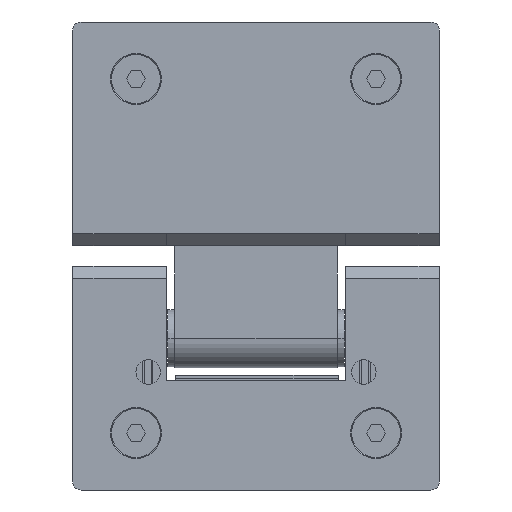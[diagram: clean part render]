
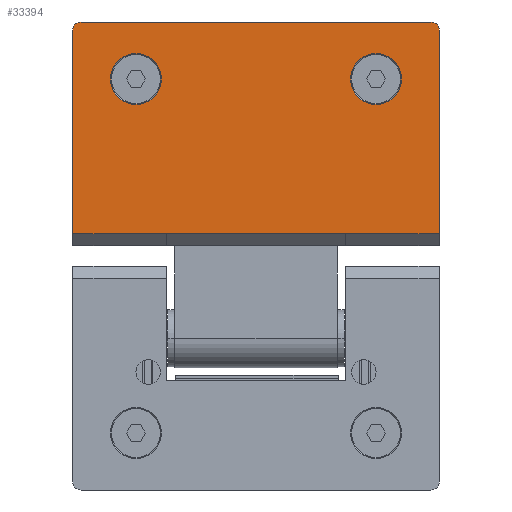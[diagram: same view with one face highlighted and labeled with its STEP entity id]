
A CAD part, left-side view. The second image highlights one B-rep face of the part: STEP entity #33394.
In plain terms, the highlighted face is planar.
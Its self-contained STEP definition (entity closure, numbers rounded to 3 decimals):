
#603 = DIRECTION ( 'NONE',  ( 0., 0., -1. ) ) ;
#1413 = EDGE_CURVE ( 'NONE', #28803, #5464, #12677, .T. ) ;
#1540 = CARTESIAN_POINT ( 'NONE',  ( -24.5, 0., -44.5 ) ) ;
#1639 = CARTESIAN_POINT ( 'NONE',  ( 27.5, 0., 43. ) ) ;
#2343 = CARTESIAN_POINT ( 'NONE',  ( 13.5, 0., 23.25 ) ) ;
#2376 = PLANE ( 'NONE',  #9366 ) ;
#2480 = CARTESIAN_POINT ( 'NONE',  ( 0., 0., 0. ) ) ;
#2844 = AXIS2_PLACEMENT_3D ( 'NONE', #19370, #6362, #24927 ) ;
#3067 = CARTESIAN_POINT ( 'NONE',  ( -24.5, 0., 22. ) ) ;
#3143 = DIRECTION ( 'NONE',  ( -1., 0., 0. ) ) ;
#3417 = VERTEX_POINT ( 'NONE', #29129 ) ;
#3504 = LINE ( 'NONE', #11885, #30393 ) ;
#3578 = ORIENTED_EDGE ( 'NONE', *, *, #6854, .F. ) ;
#4857 = CIRCLE ( 'NONE', #12573, 6.25 ) ;
#5464 = VERTEX_POINT ( 'NONE', #2343 ) ;
#5523 = ORIENTED_EDGE ( 'NONE', *, *, #16446, .T. ) ;
#5960 = EDGE_LOOP ( 'NONE', ( #14445, #5523 ) ) ;
#6362 = DIRECTION ( 'NONE',  ( 0., 1., 0. ) ) ;
#6854 = EDGE_CURVE ( 'NONE', #20413, #18964, #7897, .T. ) ;
#7601 = DIRECTION ( 'NONE',  ( 0., 1., 0. ) ) ;
#7621 = DIRECTION ( 'NONE',  ( 0., 0., 1. ) ) ;
#7659 = CIRCLE ( 'NONE', #32419, 6.25 ) ;
#7859 = CIRCLE ( 'NONE', #31133, 2. ) ;
#7897 = LINE ( 'NONE', #11220, #14446 ) ;
#8028 = FACE_OUTER_BOUND ( 'NONE', #11573, .T. ) ;
#8281 = LINE ( 'NONE', #27418, #33501 ) ;
#8848 = LINE ( 'NONE', #12644, #14979 ) ;
#9366 = AXIS2_PLACEMENT_3D ( 'NONE', #2480, #25840, #12528 ) ;
#9513 = EDGE_CURVE ( 'NONE', #5464, #28803, #16151, .T. ) ;
#9913 = EDGE_CURVE ( 'NONE', #21481, #14776, #16121, .T. ) ;
#10021 = CARTESIAN_POINT ( 'NONE',  ( 25.5, 0., 45. ) ) ;
#10367 = CARTESIAN_POINT ( 'NONE',  ( 13.5, 0., -35.75 ) ) ;
#11220 = CARTESIAN_POINT ( 'NONE',  ( 27., 0., -45. ) ) ;
#11573 = EDGE_LOOP ( 'NONE', ( #19019, #26189, #28186, #3578, #31796, #22307, #28050, #13681 ) ) ;
#11885 = CARTESIAN_POINT ( 'NONE',  ( -24.5, 0., 0. ) ) ;
#11924 = AXIS2_PLACEMENT_3D ( 'NONE', #28204, #33510, #31012 ) ;
#12130 = FACE_BOUND ( 'NONE', #5960, .T. ) ;
#12528 = DIRECTION ( 'NONE',  ( 1., 0., 0. ) ) ;
#12573 = AXIS2_PLACEMENT_3D ( 'NONE', #28564, #26051, #18330 ) ;
#12644 = CARTESIAN_POINT ( 'NONE',  ( 27.5, 0., 0. ) ) ;
#12677 = CIRCLE ( 'NONE', #23566, 6.25 ) ;
#12850 = CARTESIAN_POINT ( 'NONE',  ( 13.5, 0., 29.5 ) ) ;
#13681 = ORIENTED_EDGE ( 'NONE', *, *, #18430, .F. ) ;
#13711 = EDGE_CURVE ( 'NONE', #29235, #18964, #18041, .T. ) ;
#14445 = ORIENTED_EDGE ( 'NONE', *, *, #23770, .T. ) ;
#14446 = VECTOR ( 'NONE', #3143, 1000. ) ;
#14776 = VERTEX_POINT ( 'NONE', #3067 ) ;
#14979 = VECTOR ( 'NONE', #7621, 1000. ) ;
#15123 = DIRECTION ( 'NONE',  ( 0., 1., 0. ) ) ;
#15340 = DIRECTION ( 'NONE',  ( 1., 0., 0. ) ) ;
#16102 = CIRCLE ( 'NONE', #11924, 2. ) ;
#16121 = LINE ( 'NONE', #21693, #27961 ) ;
#16151 = CIRCLE ( 'NONE', #2844, 6.25 ) ;
#16446 = EDGE_CURVE ( 'NONE', #19550, #28993, #4857, .T. ) ;
#17351 = EDGE_LOOP ( 'NONE', ( #24720, #27347 ) ) ;
#17361 = CARTESIAN_POINT ( 'NONE',  ( 13.5, 0., -23.25 ) ) ;
#17530 = EDGE_CURVE ( 'NONE', #18076, #27089, #16102, .T. ) ;
#18041 = LINE ( 'NONE', #1540, #31406 ) ;
#18076 = VERTEX_POINT ( 'NONE', #1639 ) ;
#18330 = DIRECTION ( 'NONE',  ( 1., 0., 0. ) ) ;
#18430 = EDGE_CURVE ( 'NONE', #21481, #27089, #8281, .T. ) ;
#18964 = VERTEX_POINT ( 'NONE', #32445 ) ;
#18996 = EDGE_CURVE ( 'NONE', #20413, #3417, #7859, .T. ) ;
#19019 = ORIENTED_EDGE ( 'NONE', *, *, #9913, .T. ) ;
#19190 = CARTESIAN_POINT ( 'NONE',  ( 25.5, 0., -45. ) ) ;
#19370 = CARTESIAN_POINT ( 'NONE',  ( 13.5, 0., 29.5 ) ) ;
#19527 = DIRECTION ( 'NONE',  ( 0., 0., -1. ) ) ;
#19550 = VERTEX_POINT ( 'NONE', #17361 ) ;
#19775 = CARTESIAN_POINT ( 'NONE',  ( 25.5, 0., -43. ) ) ;
#19805 = DIRECTION ( 'NONE',  ( 0., 0., -1. ) ) ;
#19889 = DIRECTION ( 'NONE',  ( 0., 0., 1. ) ) ;
#20413 = VERTEX_POINT ( 'NONE', #19190 ) ;
#21481 = VERTEX_POINT ( 'NONE', #27858 ) ;
#21693 = CARTESIAN_POINT ( 'NONE',  ( -24.5, 0., 22. ) ) ;
#22307 = ORIENTED_EDGE ( 'NONE', *, *, #33305, .T. ) ;
#23566 = AXIS2_PLACEMENT_3D ( 'NONE', #12850, #7601, #25605 ) ;
#23770 = EDGE_CURVE ( 'NONE', #28993, #19550, #7659, .T. ) ;
#24720 = ORIENTED_EDGE ( 'NONE', *, *, #9513, .T. ) ;
#24927 = DIRECTION ( 'NONE',  ( 1., 0., 0. ) ) ;
#25424 = EDGE_CURVE ( 'NONE', #14776, #29235, #3504, .T. ) ;
#25605 = DIRECTION ( 'NONE',  ( 1., 0., 0. ) ) ;
#25840 = DIRECTION ( 'NONE',  ( 0., 1., 0. ) ) ;
#26051 = DIRECTION ( 'NONE',  ( 0., 1., 0. ) ) ;
#26189 = ORIENTED_EDGE ( 'NONE', *, *, #25424, .T. ) ;
#27089 = VERTEX_POINT ( 'NONE', #10021 ) ;
#27347 = ORIENTED_EDGE ( 'NONE', *, *, #1413, .T. ) ;
#27418 = CARTESIAN_POINT ( 'NONE',  ( -27., 0., 45. ) ) ;
#27858 = CARTESIAN_POINT ( 'NONE',  ( -24.5, 0., 45. ) ) ;
#27961 = VECTOR ( 'NONE', #603, 1000. ) ;
#28050 = ORIENTED_EDGE ( 'NONE', *, *, #17530, .T. ) ;
#28184 = CARTESIAN_POINT ( 'NONE',  ( 13.5, 0., 35.75 ) ) ;
#28186 = ORIENTED_EDGE ( 'NONE', *, *, #13711, .T. ) ;
#28204 = CARTESIAN_POINT ( 'NONE',  ( 25.5, 0., 43. ) ) ;
#28330 = CARTESIAN_POINT ( 'NONE',  ( 13.5, 0., -29.5 ) ) ;
#28564 = CARTESIAN_POINT ( 'NONE',  ( 13.5, 0., -29.5 ) ) ;
#28803 = VERTEX_POINT ( 'NONE', #28184 ) ;
#28993 = VERTEX_POINT ( 'NONE', #10367 ) ;
#29129 = CARTESIAN_POINT ( 'NONE',  ( 27.5, 0., -43. ) ) ;
#29235 = VERTEX_POINT ( 'NONE', #29699 ) ;
#29699 = CARTESIAN_POINT ( 'NONE',  ( -24.5, 0., -22. ) ) ;
#30393 = VECTOR ( 'NONE', #19527, 1000. ) ;
#31012 = DIRECTION ( 'NONE',  ( 0., 0., 1. ) ) ;
#31133 = AXIS2_PLACEMENT_3D ( 'NONE', #19775, #32786, #19889 ) ;
#31406 = VECTOR ( 'NONE', #19805, 1000. ) ;
#31796 = ORIENTED_EDGE ( 'NONE', *, *, #18996, .T. ) ;
#32419 = AXIS2_PLACEMENT_3D ( 'NONE', #28330, #15123, #15340 ) ;
#32445 = CARTESIAN_POINT ( 'NONE',  ( -24.5, 0., -45. ) ) ;
#32598 = DIRECTION ( 'NONE',  ( 1., 0., 0. ) ) ;
#32786 = DIRECTION ( 'NONE',  ( 0., -1., 0. ) ) ;
#32850 = FACE_BOUND ( 'NONE', #17351, .T. ) ;
#33305 = EDGE_CURVE ( 'NONE', #3417, #18076, #8848, .T. ) ;
#33394 = ADVANCED_FACE ( 'NONE', ( #8028, #12130, #32850 ), #2376, .F. ) ;
#33501 = VECTOR ( 'NONE', #32598, 1000. ) ;
#33510 = DIRECTION ( 'NONE',  ( 0., -1., 0. ) ) ;
